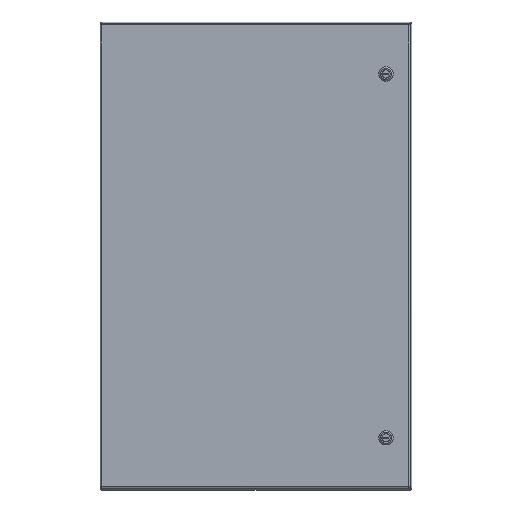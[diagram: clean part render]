
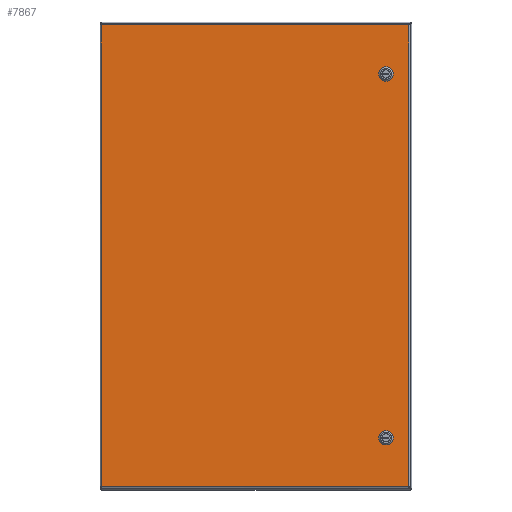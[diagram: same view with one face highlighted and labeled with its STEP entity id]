
A CAD part, top view. The second image highlights one B-rep face of the part: STEP entity #7867.
In plain terms, the highlighted face is planar.
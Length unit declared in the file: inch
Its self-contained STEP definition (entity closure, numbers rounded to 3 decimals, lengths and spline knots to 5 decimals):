
#5792=CARTESIAN_POINT('',(2.08762,4.275,0.0));
#5793=VERTEX_POINT('',#5792);
#5800=CARTESIAN_POINT('',(2.275,4.08762,0.0));
#5801=VERTEX_POINT('',#5800);
#5802=CARTESIAN_POINT('',(1.875,3.875,0.0));
#5803=DIRECTION('',(0.0,0.0,1.0));
#5804=DIRECTION('',(-0.469,-0.883,0.0));
#5805=AXIS2_PLACEMENT_3D('',#5802,#5803,#5804);
#5806=CIRCLE('',#5805,0.453);
#5807=EDGE_CURVE('',#5801,#5793,#5806,.T.);
#5832=CARTESIAN_POINT('',(2.275,3.66238,0.0));
#5833=VERTEX_POINT('',#5832);
#5834=CARTESIAN_POINT('',(2.275,3.66238,0.0));
#5835=DIRECTION('',(0.0,1.0,0.0));
#5836=VECTOR('',#5835,0.42525);
#5837=LINE('',#5834,#5836);
#5838=EDGE_CURVE('',#5833,#5801,#5837,.T.);
#5864=CARTESIAN_POINT('',(2.08762,3.475,0.0));
#5865=VERTEX_POINT('',#5864);
#5866=CARTESIAN_POINT('',(1.875,3.875,0.0));
#5867=DIRECTION('',(0.0,0.0,1.0));
#5868=DIRECTION('',(-0.883,0.469,0.0));
#5869=AXIS2_PLACEMENT_3D('',#5866,#5867,#5868);
#5870=CIRCLE('',#5869,0.453);
#5871=EDGE_CURVE('',#5865,#5833,#5870,.T.);
#5896=CARTESIAN_POINT('',(1.66238,3.475,0.0));
#5897=VERTEX_POINT('',#5896);
#5898=CARTESIAN_POINT('',(1.66238,3.475,0.0));
#5899=DIRECTION('',(1.0,0.0,0.0));
#5900=VECTOR('',#5899,0.42525);
#5901=LINE('',#5898,#5900);
#5902=EDGE_CURVE('',#5897,#5865,#5901,.T.);
#5928=CARTESIAN_POINT('',(1.475,3.66238,0.0));
#5929=VERTEX_POINT('',#5928);
#5930=CARTESIAN_POINT('',(1.875,3.875,0.0));
#5931=DIRECTION('',(0.0,0.0,1.0));
#5932=DIRECTION('',(0.469,0.883,0.0));
#5933=AXIS2_PLACEMENT_3D('',#5930,#5931,#5932);
#5934=CIRCLE('',#5933,0.453);
#5935=EDGE_CURVE('',#5929,#5897,#5934,.T.);
#5960=CARTESIAN_POINT('',(1.475,4.08762,0.0));
#5961=VERTEX_POINT('',#5960);
#5962=CARTESIAN_POINT('',(1.475,4.08762,0.0));
#5963=DIRECTION('',(0.0,-1.0,0.0));
#5964=VECTOR('',#5963,0.42525);
#5965=LINE('',#5962,#5964);
#5966=EDGE_CURVE('',#5961,#5929,#5965,.T.);
#5992=CARTESIAN_POINT('',(1.66238,4.275,0.0));
#5993=VERTEX_POINT('',#5992);
#5994=CARTESIAN_POINT('',(1.875,3.875,0.0));
#5995=DIRECTION('',(0.0,0.0,1.0));
#5996=DIRECTION('',(0.883,-0.469,0.0));
#5997=AXIS2_PLACEMENT_3D('',#5994,#5995,#5996);
#5998=CIRCLE('',#5997,0.453);
#5999=EDGE_CURVE('',#5993,#5961,#5998,.T.);
#6022=CARTESIAN_POINT('',(2.08762,4.275,0.0));
#6023=DIRECTION('',(-1.0,0.0,0.0));
#6024=VECTOR('',#6023,0.42525);
#6025=LINE('',#6022,#6024);
#6026=EDGE_CURVE('',#5793,#5993,#6025,.T.);
#6048=CARTESIAN_POINT('',(2.08762,32.275,0.0));
#6049=VERTEX_POINT('',#6048);
#6056=CARTESIAN_POINT('',(2.275,32.08762,0.0));
#6057=VERTEX_POINT('',#6056);
#6058=CARTESIAN_POINT('',(1.875,31.875,0.0));
#6059=DIRECTION('',(0.0,0.0,1.0));
#6060=DIRECTION('',(-0.469,-0.883,0.0));
#6061=AXIS2_PLACEMENT_3D('',#6058,#6059,#6060);
#6062=CIRCLE('',#6061,0.453);
#6063=EDGE_CURVE('',#6057,#6049,#6062,.T.);
#6088=CARTESIAN_POINT('',(2.275,31.66238,0.0));
#6089=VERTEX_POINT('',#6088);
#6090=CARTESIAN_POINT('',(2.275,31.66238,0.0));
#6091=DIRECTION('',(0.0,1.0,0.0));
#6092=VECTOR('',#6091,0.42525);
#6093=LINE('',#6090,#6092);
#6094=EDGE_CURVE('',#6089,#6057,#6093,.T.);
#6120=CARTESIAN_POINT('',(2.08762,31.475,0.0));
#6121=VERTEX_POINT('',#6120);
#6122=CARTESIAN_POINT('',(1.875,31.875,0.0));
#6123=DIRECTION('',(0.0,0.0,1.0));
#6124=DIRECTION('',(-0.883,0.469,0.0));
#6125=AXIS2_PLACEMENT_3D('',#6122,#6123,#6124);
#6126=CIRCLE('',#6125,0.453);
#6127=EDGE_CURVE('',#6121,#6089,#6126,.T.);
#6152=CARTESIAN_POINT('',(1.66238,31.475,0.0));
#6153=VERTEX_POINT('',#6152);
#6154=CARTESIAN_POINT('',(1.66238,31.475,0.0));
#6155=DIRECTION('',(1.0,0.0,0.0));
#6156=VECTOR('',#6155,0.42525);
#6157=LINE('',#6154,#6156);
#6158=EDGE_CURVE('',#6153,#6121,#6157,.T.);
#6184=CARTESIAN_POINT('',(1.475,31.66238,0.0));
#6185=VERTEX_POINT('',#6184);
#6186=CARTESIAN_POINT('',(1.875,31.875,0.0));
#6187=DIRECTION('',(0.0,0.0,1.0));
#6188=DIRECTION('',(0.469,0.883,0.0));
#6189=AXIS2_PLACEMENT_3D('',#6186,#6187,#6188);
#6190=CIRCLE('',#6189,0.453);
#6191=EDGE_CURVE('',#6185,#6153,#6190,.T.);
#6216=CARTESIAN_POINT('',(1.475,32.08762,0.0));
#6217=VERTEX_POINT('',#6216);
#6218=CARTESIAN_POINT('',(1.475,32.08762,0.0));
#6219=DIRECTION('',(0.0,-1.0,0.0));
#6220=VECTOR('',#6219,0.42525);
#6221=LINE('',#6218,#6220);
#6222=EDGE_CURVE('',#6217,#6185,#6221,.T.);
#6248=CARTESIAN_POINT('',(1.66238,32.275,0.0));
#6249=VERTEX_POINT('',#6248);
#6250=CARTESIAN_POINT('',(1.875,31.875,0.0));
#6251=DIRECTION('',(0.0,0.0,1.0));
#6252=DIRECTION('',(0.883,-0.469,0.0));
#6253=AXIS2_PLACEMENT_3D('',#6250,#6251,#6252);
#6254=CIRCLE('',#6253,0.453);
#6255=EDGE_CURVE('',#6249,#6217,#6254,.T.);
#6278=CARTESIAN_POINT('',(2.08762,32.275,0.0));
#6279=DIRECTION('',(-1.0,0.0,0.0));
#6280=VECTOR('',#6279,0.42525);
#6281=LINE('',#6278,#6280);
#6282=EDGE_CURVE('',#6049,#6249,#6281,.T.);
#6865=CARTESIAN_POINT('',(23.76975,0.10525,0.));
#6866=VERTEX_POINT('',#6865);
#6877=CARTESIAN_POINT('',(23.76975,35.64475,0.));
#6878=VERTEX_POINT('',#6877);
#6879=CARTESIAN_POINT('',(23.76975,35.64475,0.0));
#6880=DIRECTION('',(0.0,-1.0,0.0));
#6881=VECTOR('',#6880,35.5395);
#6882=LINE('',#6879,#6881);
#6883=EDGE_CURVE('',#6878,#6866,#6882,.T.);
#7035=CARTESIAN_POINT('',(0.10525,0.10525,0.));
#7036=VERTEX_POINT('',#7035);
#7047=CARTESIAN_POINT('',(23.76975,0.10525,0.0));
#7048=DIRECTION('',(-1.0,0.0,0.0));
#7049=VECTOR('',#7048,23.6645);
#7050=LINE('',#7047,#7049);
#7051=EDGE_CURVE('',#6866,#7036,#7050,.T.);
#7312=CARTESIAN_POINT('',(0.10525,35.64475,0.));
#7313=VERTEX_POINT('',#7312);
#7324=CARTESIAN_POINT('',(0.10525,0.10525,0.0));
#7325=DIRECTION('',(0.0,1.0,0.0));
#7326=VECTOR('',#7325,35.5395);
#7327=LINE('',#7324,#7326);
#7328=EDGE_CURVE('',#7036,#7313,#7327,.T.);
#7593=CARTESIAN_POINT('',(0.10525,35.64475,0.0));
#7594=DIRECTION('',(1.0,0.0,0.0));
#7595=VECTOR('',#7594,23.6645);
#7596=LINE('',#7593,#7595);
#7597=EDGE_CURVE('',#7313,#6878,#7596,.T.);
#7836=CARTESIAN_POINT('',(11.9375,17.875,0.0));
#7837=DIRECTION('',(0.0,0.0,1.0));
#7838=DIRECTION('',(1.0,0.0,0.0));
#7839=AXIS2_PLACEMENT_3D('',#7836,#7837,#7838);
#7840=PLANE('',#7839);
#7841=ORIENTED_EDGE('',*,*,#6883,.T.);
#7842=ORIENTED_EDGE('',*,*,#7051,.T.);
#7843=ORIENTED_EDGE('',*,*,#7328,.T.);
#7844=ORIENTED_EDGE('',*,*,#7597,.T.);
#7845=EDGE_LOOP('',(#7841,#7842,#7843,#7844));
#7846=FACE_OUTER_BOUND('',#7845,.T.);
#7847=ORIENTED_EDGE('',*,*,#5807,.T.);
#7848=ORIENTED_EDGE('',*,*,#6026,.T.);
#7849=ORIENTED_EDGE('',*,*,#5999,.T.);
#7850=ORIENTED_EDGE('',*,*,#5966,.T.);
#7851=ORIENTED_EDGE('',*,*,#5935,.T.);
#7852=ORIENTED_EDGE('',*,*,#5902,.T.);
#7853=ORIENTED_EDGE('',*,*,#5871,.T.);
#7854=ORIENTED_EDGE('',*,*,#5838,.T.);
#7855=EDGE_LOOP('',(#7847,#7848,#7849,#7850,#7851,#7852,#7853,#7854));
#7856=FACE_BOUND('',#7855,.T.);
#7857=ORIENTED_EDGE('',*,*,#6063,.T.);
#7858=ORIENTED_EDGE('',*,*,#6282,.T.);
#7859=ORIENTED_EDGE('',*,*,#6255,.T.);
#7860=ORIENTED_EDGE('',*,*,#6222,.T.);
#7861=ORIENTED_EDGE('',*,*,#6191,.T.);
#7862=ORIENTED_EDGE('',*,*,#6158,.T.);
#7863=ORIENTED_EDGE('',*,*,#6127,.T.);
#7864=ORIENTED_EDGE('',*,*,#6094,.T.);
#7865=EDGE_LOOP('',(#7857,#7858,#7859,#7860,#7861,#7862,#7863,#7864));
#7866=FACE_BOUND('',#7865,.T.);
#7867=ADVANCED_FACE('',(#7846,#7856,#7866),#7840,.F.);
